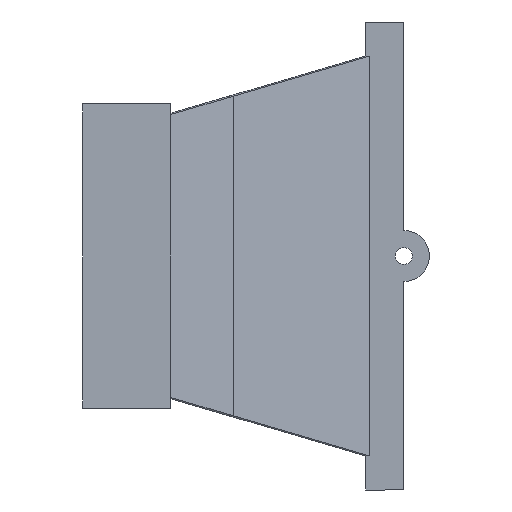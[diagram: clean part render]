
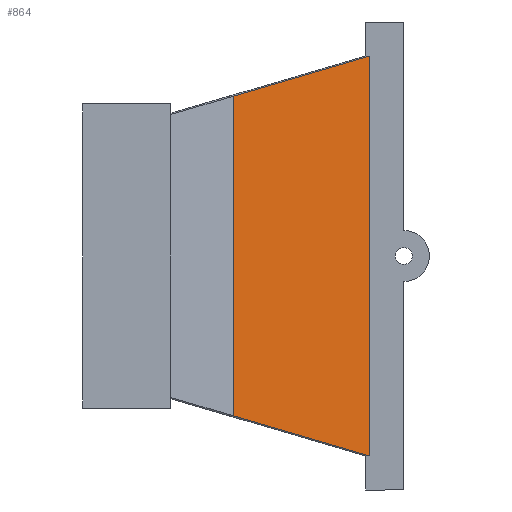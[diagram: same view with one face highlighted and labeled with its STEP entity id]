
A CAD part, front view. The second image highlights one B-rep face of the part: STEP entity #864.
In plain terms, the highlighted planar face has unit normal (0.66, -0.751, 0).
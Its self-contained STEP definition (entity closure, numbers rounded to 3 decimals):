
#10 = DIRECTION ( 'NONE',  ( -0.66, 0.751, 0. ) ) ;
#19 = DIRECTION ( 'NONE',  ( -0.733, -0.645, 0.216 ) ) ;
#84 = VECTOR ( 'NONE', #668, 1000. ) ;
#88 = CARTESIAN_POINT ( 'NONE',  ( 116.607, -70.525, -46.667 ) ) ;
#133 = EDGE_CURVE ( 'NONE', #877, #488, #613, .T. ) ;
#176 = ORIENTED_EDGE ( 'NONE', *, *, #496, .F. ) ;
#220 = AXIS2_PLACEMENT_3D ( 'NONE', #582, #10, #363 ) ;
#279 = EDGE_CURVE ( 'NONE', #573, #865, #694, .T. ) ;
#329 = CARTESIAN_POINT ( 'NONE',  ( 196.85, 0., 164.677 ) ) ;
#363 = DIRECTION ( 'NONE',  ( -0.751, -0.66, 0. ) ) ;
#373 = VECTOR ( 'NONE', #19, 1000. ) ;
#382 = CARTESIAN_POINT ( 'NONE',  ( 196.85, 0., -70.273 ) ) ;
#387 = CARTESIAN_POINT ( 'NONE',  ( 196.85, 0., 164.677 ) ) ;
#413 = VECTOR ( 'NONE', #839, 1000. ) ;
#474 = ORIENTED_EDGE ( 'NONE', *, *, #597, .T. ) ;
#485 = ORIENTED_EDGE ( 'NONE', *, *, #133, .F. ) ;
#488 = VERTEX_POINT ( 'NONE', #88 ) ;
#496 = EDGE_CURVE ( 'NONE', #573, #877, #873, .T. ) ;
#536 = CARTESIAN_POINT ( 'NONE',  ( 116.607, -70.525, 0. ) ) ;
#566 = CARTESIAN_POINT ( 'NONE',  ( 196.85, 0., -70.273 ) ) ;
#573 = VERTEX_POINT ( 'NONE', #387 ) ;
#582 = CARTESIAN_POINT ( 'NONE',  ( 85.789, -97.611, 0. ) ) ;
#597 = EDGE_CURVE ( 'NONE', #865, #488, #921, .T. ) ;
#613 = LINE ( 'NONE', #685, #373 ) ;
#654 = ORIENTED_EDGE ( 'NONE', *, *, #279, .T. ) ;
#668 = DIRECTION ( 'NONE',  ( 0., 0., -1. ) ) ;
#685 = CARTESIAN_POINT ( 'NONE',  ( 196.85, 0., -70.273 ) ) ;
#694 = LINE ( 'NONE', #329, #834 ) ;
#739 = CARTESIAN_POINT ( 'NONE',  ( 116.607, -70.525, 141.072 ) ) ;
#748 = PLANE ( 'NONE',  #220 ) ;
#798 = EDGE_LOOP ( 'NONE', ( #654, #474, #485, #176 ) ) ;
#834 = VECTOR ( 'NONE', #951, 1000. ) ;
#839 = DIRECTION ( 'NONE',  ( 0., 0., -1. ) ) ;
#864 = ADVANCED_FACE ( 'NONE', ( #880 ), #748, .F. ) ;
#865 = VERTEX_POINT ( 'NONE', #739 ) ;
#873 = LINE ( 'NONE', #382, #84 ) ;
#877 = VERTEX_POINT ( 'NONE', #566 ) ;
#880 = FACE_OUTER_BOUND ( 'NONE', #798, .T. ) ;
#921 = LINE ( 'NONE', #536, #413 ) ;
#951 = DIRECTION ( 'NONE',  ( -0.733, -0.645, -0.216 ) ) ;
